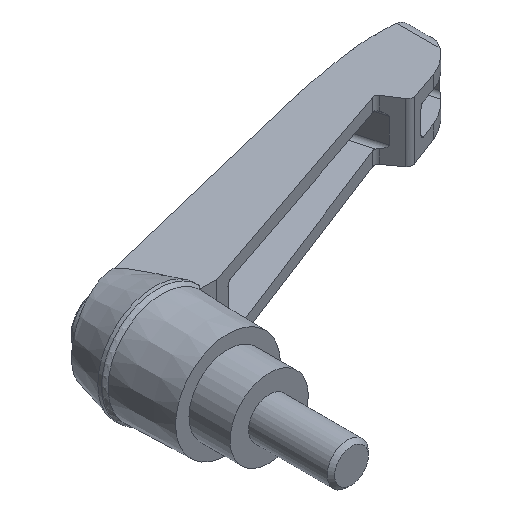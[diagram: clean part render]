
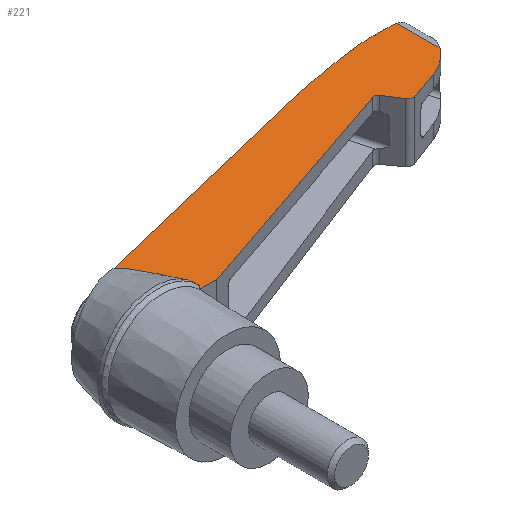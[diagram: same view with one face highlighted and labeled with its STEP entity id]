
A CAD part, isometric view. The second image highlights one B-rep face of the part: STEP entity #221.
In plain terms, the highlighted planar face has unit normal (0.037, 0, 0.999).
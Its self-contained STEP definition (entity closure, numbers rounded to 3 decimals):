
#221 = ADVANCED_FACE( '', ( #468 ), #469, .F. );
#468 = FACE_OUTER_BOUND( '', #732, .T. );
#469 = PLANE( '', #733 );
#732 = EDGE_LOOP( '', ( #1350, #1351, #1352, #1353, #1354, #1355, #1356, #1357, #1358, #1359, #1360, #1361, #1362, #1363, #1364 ) );
#733 = AXIS2_PLACEMENT_3D( '', #1365, #1366, #1367 );
#1350 = ORIENTED_EDGE( '', *, *, #1701, .F. );
#1351 = ORIENTED_EDGE( '', *, *, #1853, .T. );
#1352 = ORIENTED_EDGE( '', *, *, #1791, .F. );
#1353 = ORIENTED_EDGE( '', *, *, #1854, .F. );
#1354 = ORIENTED_EDGE( '', *, *, #1615, .T. );
#1355 = ORIENTED_EDGE( '', *, *, #1752, .F. );
#1356 = ORIENTED_EDGE( '', *, *, #1660, .F. );
#1357 = ORIENTED_EDGE( '', *, *, #1818, .F. );
#1358 = ORIENTED_EDGE( '', *, *, #1846, .F. );
#1359 = ORIENTED_EDGE( '', *, *, #1664, .F. );
#1360 = ORIENTED_EDGE( '', *, *, #1855, .F. );
#1361 = ORIENTED_EDGE( '', *, *, #1738, .F. );
#1362 = ORIENTED_EDGE( '', *, *, #1755, .F. );
#1363 = ORIENTED_EDGE( '', *, *, #1825, .F. );
#1364 = ORIENTED_EDGE( '', *, *, #1721, .F. );
#1365 = CARTESIAN_POINT( '', ( 0., 66., 10.001 ) );
#1366 = DIRECTION( '', ( -0.037, 0., -0.999 ) );
#1367 = DIRECTION( '', ( -0.999, 0., 0.037 ) );
#1615 = EDGE_CURVE( '', #1942, #1940, #1943, .T. );
#1660 = EDGE_CURVE( '', #2018, #2013, #2020, .T. );
#1664 = EDGE_CURVE( '', #2025, #2027, #2028, .T. );
#1701 = EDGE_CURVE( '', #2088, #2090, #2091, .T. );
#1721 = EDGE_CURVE( '', #2090, #2119, #2122, .T. );
#1738 = EDGE_CURVE( '', #2149, #2147, #2151, .T. );
#1752 = EDGE_CURVE( '', #2013, #1940, #2169, .T. );
#1755 = EDGE_CURVE( '', #2171, #2149, #2173, .T. );
#1791 = EDGE_CURVE( '', #2227, #2153, #2228, .T. );
#1818 = EDGE_CURVE( '', #2263, #2018, #2265, .T. );
#1825 = EDGE_CURVE( '', #2119, #2171, #2273, .T. );
#1846 = EDGE_CURVE( '', #2027, #2263, #2299, .T. );
#1853 = EDGE_CURVE( '', #2088, #2153, #2307, .T. );
#1854 = EDGE_CURVE( '', #1942, #2227, #2308, .T. );
#1855 = EDGE_CURVE( '', #2147, #2025, #2309, .T. );
#1940 = VERTEX_POINT( '', #2419 );
#1942 = VERTEX_POINT( '', #2422 );
#1943 = ELLIPSE( '', #2423, 1.001, 1. );
#2013 = VERTEX_POINT( '', #2514 );
#2018 = VERTEX_POINT( '', #2520 );
#2020 = ELLIPSE( '', #2523, 1.401, 1.4 );
#2025 = VERTEX_POINT( '', #2545 );
#2027 = VERTEX_POINT( '', #2550 );
#2028 = LINE( '', #2551, #2552 );
#2088 = VERTEX_POINT( '', #2649 );
#2090 = VERTEX_POINT( '', #2651 );
#2091 = LINE( '', #2652, #2653 );
#2119 = VERTEX_POINT( '', #2690 );
#2122 = B_SPLINE_CURVE_WITH_KNOTS( '', 3, ( #2708, #2709, #2710, #2711, #2712, #2713, #2714, #2715, #2716, #2717, #2718, #2719 ), .UNSPECIFIED., .F., .F., ( 4, 2, 2, 2, 2, 4 ), ( 0., 0.004, 0.007, 0.011, 0.013, 0.015 ), .UNSPECIFIED. );
#2147 = VERTEX_POINT( '', #2757 );
#2149 = VERTEX_POINT( '', #2760 );
#2151 = ELLIPSE( '', #2763, 50.034, 50. );
#2153 = VERTEX_POINT( '', #2765 );
#2169 = LINE( '', #2785, #2786 );
#2171 = VERTEX_POINT( '', #2788 );
#2173 = ELLIPSE( '', #2791, 198.134, 198. );
#2227 = VERTEX_POINT( '', #2864 );
#2228 = LINE( '', #2865, #2866 );
#2263 = VERTEX_POINT( '', #2913 );
#2265 = LINE( '', #2916, #2917 );
#2273 = LINE( '', #2928, #2929 );
#2299 = ELLIPSE( '', #2993, 15.01, 15. );
#2307 = B_SPLINE_CURVE_WITH_KNOTS( '', 3, ( #3003, #3004, #3005, #3006, #3007, #3008, #3009, #3010, #3011, #3012 ), .UNSPECIFIED., .F., .F., ( 4, 2, 2, 2, 4 ), ( 0., 0., 0.001, 0.001, 0.001 ), .UNSPECIFIED. );
#2308 = LINE( '', #3013, #3014 );
#2309 = ELLIPSE( '', #3015, 53.036, 53. );
#2419 = CARTESIAN_POINT( '', ( 74.005, 47.306, 7.274 ) );
#2422 = CARTESIAN_POINT( '', ( 72.844, 47.672, 7.317 ) );
#2423 = AXIS2_PLACEMENT_3D( '', #3123, #3124, #3125 );
#2514 = CARTESIAN_POINT( '', ( 76.684, 43.48, 7.175 ) );
#2520 = CARTESIAN_POINT( '', ( 78.31, 42.967, 7.115 ) );
#2523 = AXIS2_PLACEMENT_3D( '', #3191, #3192, #3193 );
#2545 = CARTESIAN_POINT( '', ( 92.014, 61.014, 6.61 ) );
#2550 = CARTESIAN_POINT( '', ( 92.014, 50.509, 6.61 ) );
#2551 = CARTESIAN_POINT( '', ( 92.014, 66., 6.61 ) );
#2552 = VECTOR( '', #3194, 1000. );
#2649 = CARTESIAN_POINT( '', ( 9.805, 27.006, 9.64 ) );
#2651 = CARTESIAN_POINT( '', ( 9.805, 27.9, 9.64 ) );
#2652 = CARTESIAN_POINT( '', ( 9.805, 78.207, 9.64 ) );
#2653 = VECTOR( '', #3248, 1000. );
#2690 = CARTESIAN_POINT( '', ( 2.857, 40.522, 9.896 ) );
#2708 = CARTESIAN_POINT( '', ( 9.805, 27.9, 9.64 ) );
#2709 = CARTESIAN_POINT( '', ( 9.358, 29.024, 9.656 ) );
#2710 = CARTESIAN_POINT( '', ( 8.897, 30.142, 9.673 ) );
#2711 = CARTESIAN_POINT( '', ( 7.932, 32.359, 9.709 ) );
#2712 = CARTESIAN_POINT( '', ( 7.427, 33.459, 9.727 ) );
#2713 = CARTESIAN_POINT( '', ( 6.346, 35.622, 9.767 ) );
#2714 = CARTESIAN_POINT( '', ( 5.77, 36.689, 9.789 ) );
#2715 = CARTESIAN_POINT( '', ( 4.799, 38.218, 9.824 ) );
#2716 = CARTESIAN_POINT( '', ( 4.457, 38.716, 9.837 ) );
#2717 = CARTESIAN_POINT( '', ( 3.71, 39.669, 9.865 ) );
#2718 = CARTESIAN_POINT( '', ( 3.309, 40.121, 9.879 ) );
#2719 = CARTESIAN_POINT( '', ( 2.857, 40.522, 9.896 ) );
#2757 = CARTESIAN_POINT( '', ( 86.8, 61., 6.802 ) );
#2760 = CARTESIAN_POINT( '', ( 81., 60.5, 7.016 ) );
#2763 = AXIS2_PLACEMENT_3D( '', #3299, #3300, #3301 );
#2765 = CARTESIAN_POINT( '', ( 8.937, 26., 9.672 ) );
#2785 = CARTESIAN_POINT( '', ( 73.926, 47.418, 7.277 ) );
#2786 = VECTOR( '', #3318, 1000. );
#2788 = CARTESIAN_POINT( '', ( 64.3, 57.1, 7.631 ) );
#2791 = AXIS2_PLACEMENT_3D( '', #3320, #3321, #3322 );
#2864 = CARTESIAN_POINT( '', ( 13.3, 26., 9.511 ) );
#2865 = CARTESIAN_POINT( '', ( -0.138, 26., 10.006 ) );
#2866 = VECTOR( '', #3372, 1000. );
#2913 = CARTESIAN_POINT( '', ( 85.5, 45.584, 6.85 ) );
#2916 = CARTESIAN_POINT( '', ( 78.094, 42.889, 7.123 ) );
#2917 = VECTOR( '', #3404, 1000. );
#2928 = CARTESIAN_POINT( '', ( 64.09, 57.044, 7.639 ) );
#2929 = VECTOR( '', #3411, 1000. );
#2993 = AXIS2_PLACEMENT_3D( '', #3428, #3429, #3430 );
#3003 = CARTESIAN_POINT( '', ( 9.805, 27.006, 9.64 ) );
#3004 = CARTESIAN_POINT( '', ( 9.784, 26.892, 9.641 ) );
#3005 = CARTESIAN_POINT( '', ( 9.745, 26.785, 9.642 ) );
#3006 = CARTESIAN_POINT( '', ( 9.637, 26.582, 9.646 ) );
#3007 = CARTESIAN_POINT( '', ( 9.569, 26.488, 9.649 ) );
#3008 = CARTESIAN_POINT( '', ( 9.414, 26.319, 9.654 ) );
#3009 = CARTESIAN_POINT( '', ( 9.326, 26.243, 9.658 ) );
#3010 = CARTESIAN_POINT( '', ( 9.14, 26.109, 9.664 ) );
#3011 = CARTESIAN_POINT( '', ( 9.041, 26.051, 9.668 ) );
#3012 = CARTESIAN_POINT( '', ( 8.937, 26., 9.672 ) );
#3013 = CARTESIAN_POINT( '', ( 13.162, 25.95, 9.516 ) );
#3014 = VECTOR( '', #3436, 1000. );
#3015 = AXIS2_PLACEMENT_3D( '', #3437, #3438, #3439 );
#3123 = CARTESIAN_POINT( '', ( 73.186, 46.732, 7.304 ) );
#3124 = DIRECTION( '', ( -0.037, 0., -0.999 ) );
#3125 = DIRECTION( '', ( 0.999, 0., -0.037 ) );
#3191 = CARTESIAN_POINT( '', ( 77.831, 44.283, 7.133 ) );
#3192 = DIRECTION( '', ( -0.037, 0., -0.999 ) );
#3193 = DIRECTION( '', ( 0.999, 0., -0.037 ) );
#3194 = DIRECTION( '', ( 0., -1., 0. ) );
#3248 = DIRECTION( '', ( 0., 1., 0. ) );
#3299 = CARTESIAN_POINT( '', ( 88.187, 11.019, 6.751 ) );
#3300 = DIRECTION( '', ( -0.037, 0., -0.999 ) );
#3301 = DIRECTION( '', ( 0.999, 0., -0.037 ) );
#3318 = DIRECTION( '', ( -0.573, 0.819, 0.021 ) );
#3320 = CARTESIAN_POINT( '', ( 112.109, -135.041, 5.869 ) );
#3321 = DIRECTION( '', ( -0.037, 0., -0.999 ) );
#3322 = DIRECTION( '', ( 0.999, 0., -0.037 ) );
#3372 = DIRECTION( '', ( -0.999, 0., 0.037 ) );
#3404 = DIRECTION( '', ( -0.939, -0.342, 0.035 ) );
#3411 = DIRECTION( '', ( 0.965, 0.26, -0.036 ) );
#3428 = CARTESIAN_POINT( '', ( 80.053, 59.56, 7.051 ) );
#3429 = DIRECTION( '', ( -0.037, 0., -0.999 ) );
#3430 = DIRECTION( '', ( 0.999, 0., -0.037 ) );
#3436 = DIRECTION( '', ( -0.939, -0.342, 0.035 ) );
#3437 = CARTESIAN_POINT( '', ( 89.547, 8.071, 6.701 ) );
#3438 = DIRECTION( '', ( -0.037, 0., -0.999 ) );
#3439 = DIRECTION( '', ( 0.999, 0., -0.037 ) );
